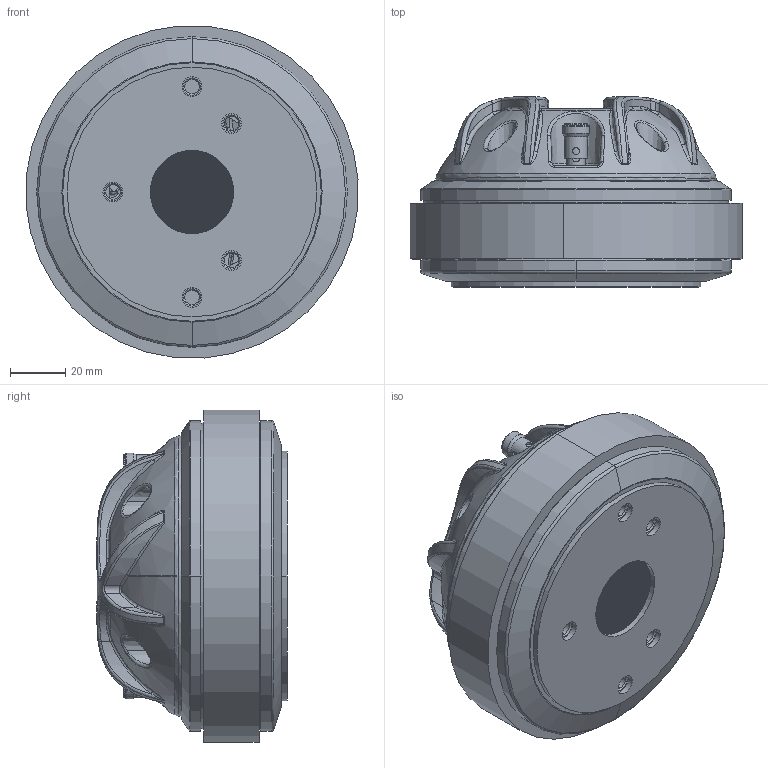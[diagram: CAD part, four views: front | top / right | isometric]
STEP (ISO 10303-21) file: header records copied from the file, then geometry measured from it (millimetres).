
FILE_DESCRIPTION (( 'STEP AP214' ), '1' );
FILE_NAME ('180FCD-044 3D.STEP', '2023-05-03T07:18:04', ( '' ), ( '' ), 'SwSTEP 2.0', 'SolidWorks 2020', '' );
FILE_SCHEMA (( 'AUTOMOTIVE_DESIGN' ));
Length unit declared in the file: millimetre
Products named in the file (1): 180FCD-044  3D
Bounding box: 119.68 x 68.54 x 119.68 mm (x, y, z)
Surface area: 68859.2 mm2 (no closed solid volume)
Topology: 0 solids, 33 shells, 2461 faces, 20847 edges, 18413 vertices
Faces by surface type: plane 2085, bspline 154, cylinder 118, torus 70, cone 34
Entity records: 230063 total; most frequent: CARTESIAN_POINT 53642, DIRECTION 25616, ORIENTED_EDGE 24415, EDGE_CURVE 20847, VECTOR 19740, LINE 19740, VERTEX_POINT 18413, EDGE_LOOP 5853
